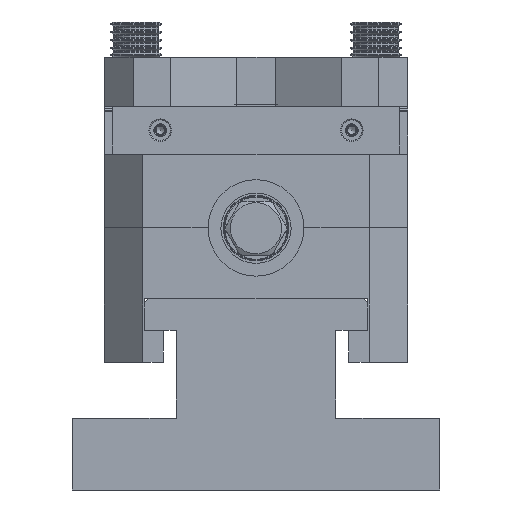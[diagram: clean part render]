
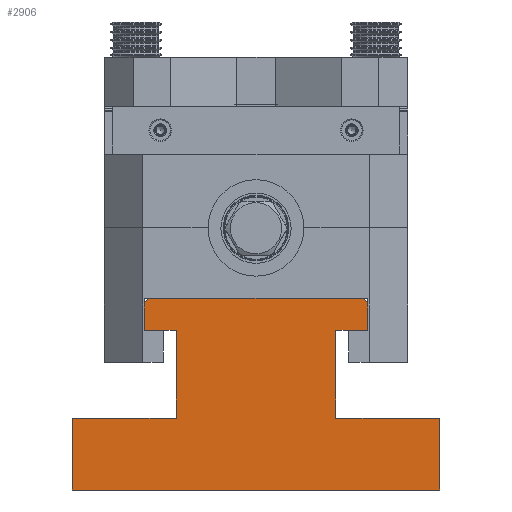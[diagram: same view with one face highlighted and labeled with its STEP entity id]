
A CAD part, left-side view. The second image highlights one B-rep face of the part: STEP entity #2906.
In plain terms, the highlighted planar face has unit normal (-1, 0, 0).
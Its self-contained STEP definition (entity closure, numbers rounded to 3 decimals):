
#2906=ADVANCED_FACE('',(#4191),#3818,.T.);
#3818=PLANE('',#13924);
#4191=FACE_OUTER_BOUND('',#4532,.T.);
#4532=EDGE_LOOP('',(#6093,#6094,#6095,#6096,#6097,#6098,#6099,#6100,#6101,
#6102,#6103,#6104,#6105,#6106));
#6093=ORIENTED_EDGE('',*,*,#10622,.T.);
#6094=ORIENTED_EDGE('',*,*,#10628,.T.);
#6095=ORIENTED_EDGE('',*,*,#10629,.F.);
#6096=ORIENTED_EDGE('',*,*,#10630,.T.);
#6097=ORIENTED_EDGE('',*,*,#10631,.T.);
#6098=ORIENTED_EDGE('',*,*,#10632,.T.);
#6099=ORIENTED_EDGE('',*,*,#10598,.F.);
#6100=ORIENTED_EDGE('',*,*,#10633,.T.);
#6101=ORIENTED_EDGE('',*,*,#10626,.T.);
#6102=ORIENTED_EDGE('',*,*,#10634,.F.);
#6103=ORIENTED_EDGE('',*,*,#10635,.F.);
#6104=ORIENTED_EDGE('',*,*,#10636,.F.);
#6105=ORIENTED_EDGE('',*,*,#10614,.T.);
#6106=ORIENTED_EDGE('',*,*,#10637,.T.);
#9285=VERTEX_POINT('',#19679);
#9286=VERTEX_POINT('',#19681);
#9301=VERTEX_POINT('',#19715);
#9302=VERTEX_POINT('',#19717);
#9309=VERTEX_POINT('',#19732);
#9310=VERTEX_POINT('',#19734);
#9313=VERTEX_POINT('',#19741);
#9314=VERTEX_POINT('',#19743);
#9315=VERTEX_POINT('',#19747);
#9316=VERTEX_POINT('',#19749);
#9317=VERTEX_POINT('',#19751);
#9318=VERTEX_POINT('',#19753);
#9319=VERTEX_POINT('',#19757);
#9320=VERTEX_POINT('',#19759);
#10598=EDGE_CURVE('',#9285,#9286,#12209,.T.);
#10614=EDGE_CURVE('',#9302,#9301,#12225,.T.);
#10622=EDGE_CURVE('',#9310,#9309,#12231,.T.);
#10626=EDGE_CURVE('',#9314,#9313,#12235,.T.);
#10628=EDGE_CURVE('',#9309,#9315,#12237,.T.);
#10629=EDGE_CURVE('',#9316,#9315,#12238,.T.);
#10630=EDGE_CURVE('',#9316,#9317,#12239,.T.);
#10631=EDGE_CURVE('',#9317,#9318,#12240,.T.);
#10632=EDGE_CURVE('',#9318,#9286,#12241,.T.);
#10633=EDGE_CURVE('',#9285,#9314,#12242,.T.);
#10634=EDGE_CURVE('',#9319,#9313,#12243,.T.);
#10635=EDGE_CURVE('',#9320,#9319,#12244,.T.);
#10636=EDGE_CURVE('',#9302,#9320,#12245,.T.);
#10637=EDGE_CURVE('',#9301,#9310,#12246,.T.);
#12209=LINE('',#19680,#13067);
#12225=LINE('',#19716,#13083);
#12231=LINE('',#19733,#13089);
#12235=LINE('',#19742,#13093);
#12237=LINE('',#19746,#13095);
#12238=LINE('',#19748,#13096);
#12239=LINE('',#19750,#13097);
#12240=LINE('',#19752,#13098);
#12241=LINE('',#19754,#13099);
#12242=LINE('',#19755,#13100);
#12243=LINE('',#19756,#13101);
#12244=LINE('',#19758,#13102);
#12245=LINE('',#19760,#13103);
#12246=LINE('',#19761,#13104);
#13067=VECTOR('',#15559,1.);
#13083=VECTOR('',#15583,1.);
#13089=VECTOR('',#15595,1.);
#13093=VECTOR('',#15601,1.);
#13095=VECTOR('',#15605,1.);
#13096=VECTOR('',#15606,1.);
#13097=VECTOR('',#15607,1.);
#13098=VECTOR('',#15608,1.);
#13099=VECTOR('',#15609,1.);
#13100=VECTOR('',#15610,1.);
#13101=VECTOR('',#15611,1.);
#13102=VECTOR('',#15612,1.);
#13103=VECTOR('',#15613,1.);
#13104=VECTOR('',#15614,1.);
#13924=AXIS2_PLACEMENT_3D('',#19762,#15615,#15616);
#15559=DIRECTION('',(0.,0.,1.));
#15583=DIRECTION('',(0.,0.,1.));
#15595=DIRECTION('',(0.,1.,0.));
#15601=DIRECTION('',(0.,0.,1.));
#15605=DIRECTION('',(0.,0.707,-0.707));
#15606=DIRECTION('',(0.,0.,1.));
#15607=DIRECTION('',(0.,-1.,0.));
#15608=DIRECTION('',(0.,0.,-1.));
#15609=DIRECTION('',(0.,1.,0.));
#15610=DIRECTION('',(0.,-1.,0.));
#15611=DIRECTION('',(0.,-1.,0.));
#15612=DIRECTION('',(0.,0.,-1.));
#15613=DIRECTION('',(0.,1.,0.));
#15614=DIRECTION('',(0.,0.707,0.707));
#15615=DIRECTION('',(-1.,0.,0.));
#15616=DIRECTION('',(0.,0.,1.));
#19679=CARTESIAN_POINT('',(164.778,100.,-5.6));
#19680=CARTESIAN_POINT('',(164.778,100.,-5.9));
#19681=CARTESIAN_POINT('',(164.778,100.,16.9));
#19715=CARTESIAN_POINT('',(164.778,7.5,53.));
#19716=CARTESIAN_POINT('',(164.778,7.5,-5.9));
#19717=CARTESIAN_POINT('',(164.778,7.5,44.4));
#19732=CARTESIAN_POINT('',(164.778,76.1,54.4));
#19733=CARTESIAN_POINT('',(164.778,42.5,54.4));
#19734=CARTESIAN_POINT('',(164.778,8.9,54.4));
#19741=CARTESIAN_POINT('',(164.778,-15.,16.9));
#19742=CARTESIAN_POINT('',(164.778,-15.,-5.9));
#19743=CARTESIAN_POINT('',(164.778,-15.,-5.6));
#19746=CARTESIAN_POINT('',(164.778,89.45,41.05));
#19747=CARTESIAN_POINT('',(164.778,77.5,53.));
#19748=CARTESIAN_POINT('',(164.778,77.5,-5.9));
#19749=CARTESIAN_POINT('',(164.778,77.5,44.4));
#19750=CARTESIAN_POINT('',(164.778,100.,44.4));
#19751=CARTESIAN_POINT('',(164.778,67.5,44.4));
#19752=CARTESIAN_POINT('',(164.778,67.5,-5.9));
#19753=CARTESIAN_POINT('',(164.778,67.5,16.9));
#19754=CARTESIAN_POINT('',(164.778,42.5,16.9));
#19755=CARTESIAN_POINT('',(164.778,42.5,-5.6));
#19756=CARTESIAN_POINT('',(164.778,42.5,16.9));
#19757=CARTESIAN_POINT('',(164.778,17.5,16.9));
#19758=CARTESIAN_POINT('',(164.778,17.5,-5.9));
#19759=CARTESIAN_POINT('',(164.778,17.5,44.4));
#19760=CARTESIAN_POINT('',(164.778,42.5,44.4));
#19761=CARTESIAN_POINT('',(164.778,-4.45,41.05));
#19762=CARTESIAN_POINT('',(164.778,42.5,-5.9));
